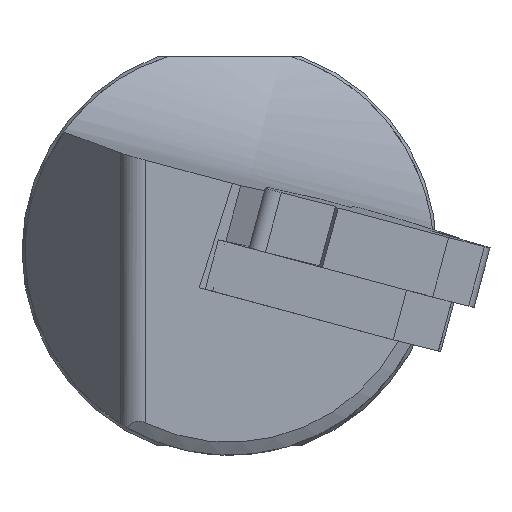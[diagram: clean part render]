
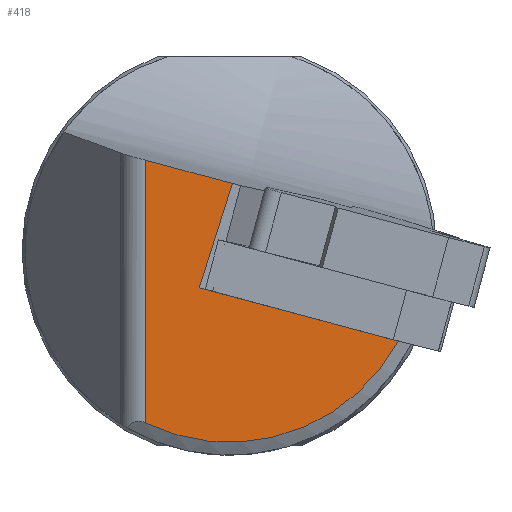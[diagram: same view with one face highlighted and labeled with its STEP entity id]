
A CAD part, left-side view. The second image highlights one B-rep face of the part: STEP entity #418.
In plain terms, the highlighted planar face has unit normal (-1, 0, 0).
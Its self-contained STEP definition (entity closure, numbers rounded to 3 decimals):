
#418=ADVANCED_FACE('',(#497),#455,.T.);
#455=PLANE('',#1250);
#497=FACE_OUTER_BOUND('',#545,.T.);
#545=EDGE_LOOP('',(#897,#898,#899,#900,#901,#902));
#577=B_SPLINE_CURVE_WITH_KNOTS('',3,(#1693,#1694,#1695,#1696),
 .UNSPECIFIED.,.F.,.F.,(4,4),(0.,1.),.UNSPECIFIED.);
#589=CIRCLE('',#1227,14.746);
#609=LINE('',#1511,#688);
#631=LINE('',#1575,#710);
#641=LINE('',#1962,#720);
#642=LINE('',#1964,#721);
#688=VECTOR('',#1288,1.);
#710=VECTOR('',#1334,1.);
#720=VECTOR('',#1398,1.);
#721=VECTOR('',#1401,1.);
#897=ORIENTED_EDGE('',*,*,#1157,.F.);
#898=ORIENTED_EDGE('',*,*,#1137,.F.);
#899=ORIENTED_EDGE('',*,*,#1156,.T.);
#900=ORIENTED_EDGE('',*,*,#1121,.T.);
#901=ORIENTED_EDGE('',*,*,#1090,.F.);
#902=ORIENTED_EDGE('',*,*,#1116,.F.);
#1011=VERTEX_POINT('',#1510);
#1012=VERTEX_POINT('',#1512);
#1027=VERTEX_POINT('',#1576);
#1030=VERTEX_POINT('',#1586);
#1041=VERTEX_POINT('',#1692);
#1042=VERTEX_POINT('',#1697);
#1090=EDGE_CURVE('',#1011,#1012,#609,.T.);
#1116=EDGE_CURVE('',#1027,#1011,#631,.T.);
#1121=EDGE_CURVE('',#1030,#1012,#589,.T.);
#1137=EDGE_CURVE('',#1041,#1042,#577,.T.);
#1156=EDGE_CURVE('',#1041,#1030,#641,.T.);
#1157=EDGE_CURVE('',#1042,#1027,#642,.T.);
#1227=AXIS2_PLACEMENT_3D('',#1585,#1346,#1347);
#1250=AXIS2_PLACEMENT_3D('',#1965,#1402,#1403);
#1288=DIRECTION('',(0.,-0.966,-0.259));
#1334=DIRECTION('',(0.,-0.966,-0.259));
#1346=DIRECTION('',(-1.,0.,0.));
#1347=DIRECTION('',(0.,-1.,0.));
#1398=DIRECTION('',(0.,0.,-1.));
#1401=DIRECTION('',(0.,0.302,-0.953));
#1402=DIRECTION('',(-1.,0.,0.));
#1403=DIRECTION('',(0.,-1.,0.));
#1510=CARTESIAN_POINT('',(0.62,1.641,-3.006));
#1511=CARTESIAN_POINT('',(0.62,70.174,15.358));
#1512=CARTESIAN_POINT('',(0.62,-13.015,-6.933));
#1575=CARTESIAN_POINT('',(0.62,70.174,15.358));
#1576=CARTESIAN_POINT('',(0.62,2.315,-2.825));
#1585=CARTESIAN_POINT('',(0.62,0.,0.));
#1586=CARTESIAN_POINT('',(0.62,6.465,-13.253));
#1692=CARTESIAN_POINT('',(0.62,6.465,7.017));
#1693=CARTESIAN_POINT('',(0.62,6.465,7.017));
#1694=CARTESIAN_POINT('',(0.62,4.231,6.419));
#1695=CARTESIAN_POINT('',(0.62,1.997,5.82));
#1696=CARTESIAN_POINT('',(0.62,-0.237,5.221));
#1697=CARTESIAN_POINT('',(0.62,-0.237,5.221));
#1962=CARTESIAN_POINT('',(0.62,6.465,343.445));
#1964=CARTESIAN_POINT('',(0.62,-99.299,317.578));
#1965=CARTESIAN_POINT('',(0.62,-17.736,343.445));
